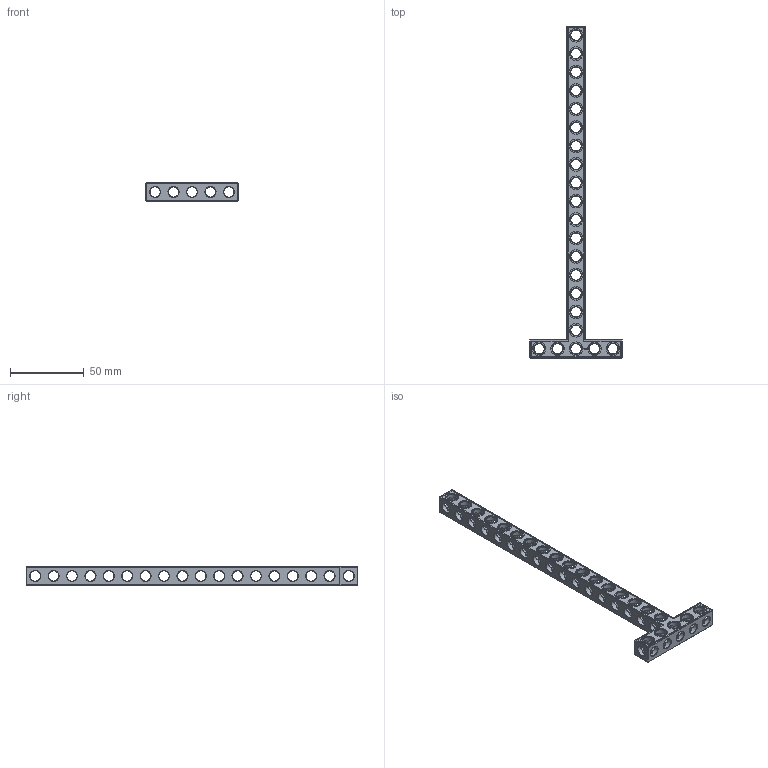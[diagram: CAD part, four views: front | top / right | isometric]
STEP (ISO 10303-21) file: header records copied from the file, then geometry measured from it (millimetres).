
FILE_DESCRIPTION(('FreeCAD Model'),'2;1');
FILE_NAME('Open CASCADE Shape Model','2021-08-08T23:07:40',( 'Paulo Kiefe'),('STEMFIE.org'),'Open CASCADE STEP processor 7.4', 'FreeCAD','Unknown');
FILE_SCHEMA(('AUTOMOTIVE_DESIGN { 1 0 10303 214 1 1 1 1 }'));
Products named in the file (1): Beam_TSH_SYM_ESS_BU05x18x01_-_SPN-BEM-1035_(stemfie.org)
Bounding box: 62.5 x 225 x 12.5 mm (x, y, z)
Volume: 21471.1 mm3; surface area: 19284.1 mm2
Topology: 1 solids, 1 shells, 787 faces, 2391 edges, 1572 vertices
Faces by surface type: plane 402, extrusion 162, cylinder 133, cone 90
Full cylindrical faces by diameter (mm): 7 x111, 9.2 x22
Entity records: 121529 total; most frequent: CARTESIAN_POINT 71235, DIRECTION 7283, VECTOR 4787, ORIENTED_EDGE 4782, PCURVE 4782, DEFINITIONAL_REPRESENTATION 4782, LINE 4625, EDGE_CURVE 2391
